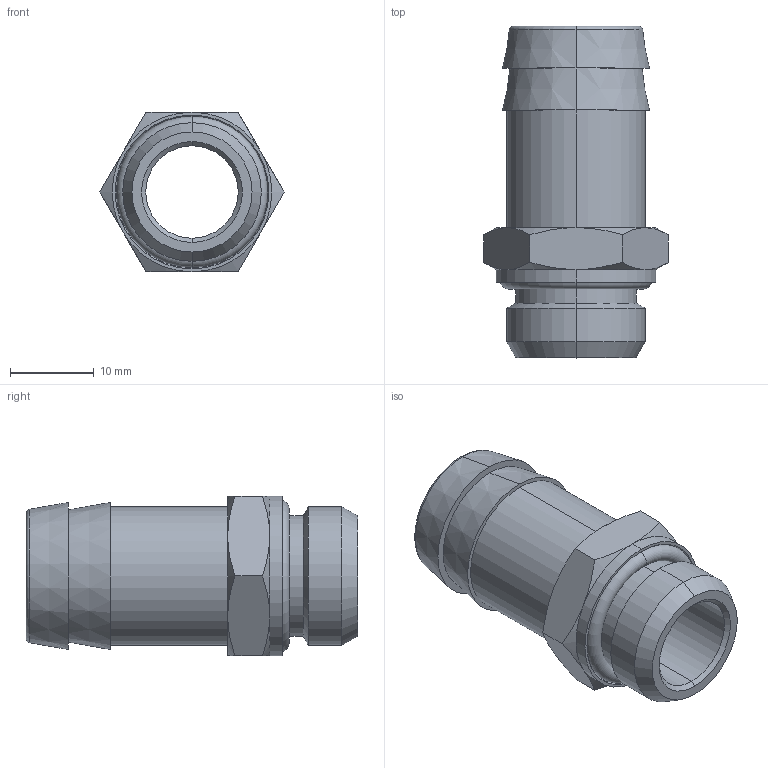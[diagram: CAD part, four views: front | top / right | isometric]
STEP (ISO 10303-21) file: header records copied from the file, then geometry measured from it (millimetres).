
FILE_DESCRIPTION (( 'STEP AP214' ), '1' );
FILE_NAME ('0304400012A.STEP', '2017-03-17T07:33:53', ( '' ), ( '' ), 'SwSTEP 2.0', 'SolidWorks 2016', '' );
FILE_SCHEMA (( 'AUTOMOTIVE_DESIGN' ));
Length unit declared in the file: millimetre
Products named in the file (2): 0304400012A
Bounding box: 21.94 x 39.5 x 19 mm (x, y, z)
Surface area: 4273.3 mm2 (no closed solid volume)
Topology: 0 solids, 2 shells, 52 faces, 110 edges, 64 vertices
Faces by surface type: cone 24, plane 12, cylinder 10, torus 6
Entity records: 2087 total; most frequent: CARTESIAN_POINT 364, DIRECTION 252, ORIENTED_EDGE 216, AXIS2_PLACEMENT_3D 112, EDGE_CURVE 110, VERTEX_POINT 64, CIRCLE 58, EDGE_LOOP 58
